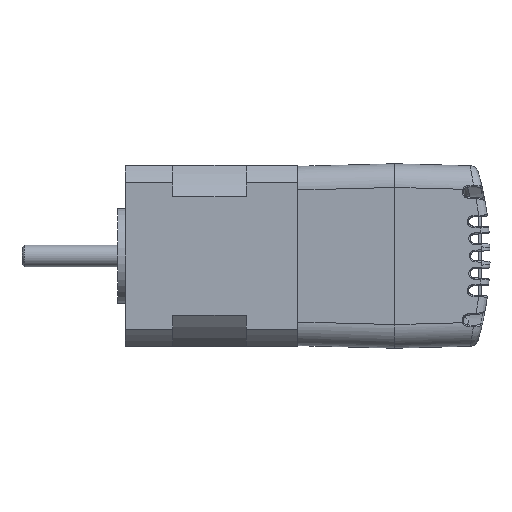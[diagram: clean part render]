
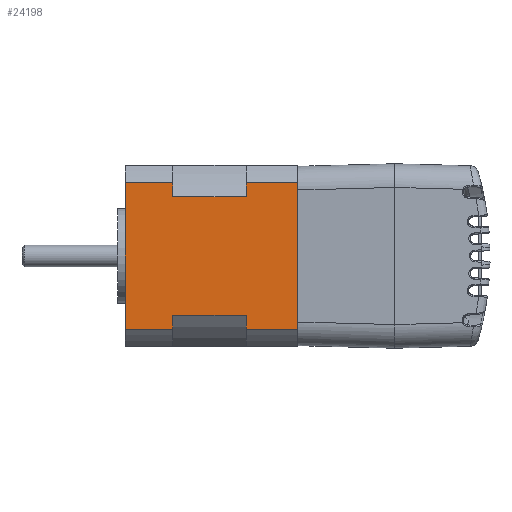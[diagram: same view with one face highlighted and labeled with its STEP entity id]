
A CAD part, front view. The second image highlights one B-rep face of the part: STEP entity #24198.
In plain terms, the highlighted planar face has unit normal (0, -1, 0).
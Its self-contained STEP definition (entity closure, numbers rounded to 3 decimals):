
#230 = CARTESIAN_POINT ( 'NONE',  ( 37.971, 0., 40. ) ) ;
#2537 = CARTESIAN_POINT ( 'NONE',  ( 4.029, 0., 12. ) ) ;
#2548 = VECTOR ( 'NONE', #88631, 1000. ) ;
#2953 = DIRECTION ( 'NONE',  ( 1., 0., 0. ) ) ;
#3949 = DIRECTION ( 'NONE',  ( 0., 0., -1. ) ) ;
#4086 = AXIS2_PLACEMENT_3D ( 'NONE', #111777, #6148, #67969 ) ;
#5974 = VERTEX_POINT ( 'NONE', #97726 ) ;
#6148 = DIRECTION ( 'NONE',  ( 0., 1., 0. ) ) ;
#9070 = VERTEX_POINT ( 'NONE', #109489 ) ;
#10403 = LINE ( 'NONE', #77924, #101477 ) ;
#10577 = DIRECTION ( 'NONE',  ( 1., 0., 0. ) ) ;
#10889 = VERTEX_POINT ( 'NONE', #34676 ) ;
#12028 = VECTOR ( 'NONE', #87624, 1000. ) ;
#12932 = CARTESIAN_POINT ( 'NONE',  ( 37.971, 0., 40. ) ) ;
#13960 = DIRECTION ( 'NONE',  ( 1., 0., 0. ) ) ;
#14217 = VECTOR ( 'NONE', #82577, 1000. ) ;
#14739 = EDGE_CURVE ( 'NONE', #15205, #60046, #80377, .T. ) ;
#15205 = VERTEX_POINT ( 'NONE', #82883 ) ;
#20416 = CARTESIAN_POINT ( 'NONE',  ( 4.029, 0., 29. ) ) ;
#20864 = DIRECTION ( 'NONE',  ( 0., 0., 1. ) ) ;
#22303 = DIRECTION ( 'NONE',  ( 1., 0., 0. ) ) ;
#24198 = ADVANCED_FACE ( 'NONE', ( #71784 ), #84125, .F. ) ;
#25787 = ORIENTED_EDGE ( 'NONE', *, *, #38824, .T. ) ;
#29568 = VERTEX_POINT ( 'NONE', #108917 ) ;
#31128 = VERTEX_POINT ( 'NONE', #89260 ) ;
#31221 = VECTOR ( 'NONE', #2953, 1000. ) ;
#34257 = EDGE_LOOP ( 'NONE', ( #78630, #113264, #101629, #40655, #113576, #102917, #25787, #72058, #80916, #47152, #74526, #57288 ) ) ;
#34676 = CARTESIAN_POINT ( 'NONE',  ( 37.971, 0., 29. ) ) ;
#36206 = DIRECTION ( 'NONE',  ( 1., 0., 0. ) ) ;
#36245 = LINE ( 'NONE', #88963, #83118 ) ;
#36564 = EDGE_CURVE ( 'NONE', #9070, #60046, #67434, .T. ) ;
#38824 = EDGE_CURVE ( 'NONE', #5974, #10889, #101508, .T. ) ;
#40025 = CARTESIAN_POINT ( 'NONE',  ( 37.971, 0., 0. ) ) ;
#40655 = ORIENTED_EDGE ( 'NONE', *, *, #102514, .F. ) ;
#44150 = CARTESIAN_POINT ( 'NONE',  ( 4.029, 0., 0. ) ) ;
#44873 = VERTEX_POINT ( 'NONE', #61744 ) ;
#45381 = EDGE_CURVE ( 'NONE', #44873, #29568, #90433, .T. ) ;
#46775 = CARTESIAN_POINT ( 'NONE',  ( 4.029, 0., 40. ) ) ;
#47152 = ORIENTED_EDGE ( 'NONE', *, *, #77612, .T. ) ;
#50260 = CARTESIAN_POINT ( 'NONE',  ( 7.234, 0., 29. ) ) ;
#51133 = CARTESIAN_POINT ( 'NONE',  ( 4.029, 0., 40. ) ) ;
#54090 = LINE ( 'NONE', #84547, #74753 ) ;
#54645 = CARTESIAN_POINT ( 'NONE',  ( 4.029, 0., 12. ) ) ;
#57288 = ORIENTED_EDGE ( 'NONE', *, *, #14739, .F. ) ;
#57489 = CARTESIAN_POINT ( 'NONE',  ( 4.029, 0., 29. ) ) ;
#60046 = VERTEX_POINT ( 'NONE', #50260 ) ;
#60053 = DIRECTION ( 'NONE',  ( 0., 0., -1. ) ) ;
#61744 = CARTESIAN_POINT ( 'NONE',  ( 34.766, 0., 12. ) ) ;
#64647 = EDGE_CURVE ( 'NONE', #64907, #90424, #98748, .T. ) ;
#64669 = VECTOR ( 'NONE', #22303, 1000. ) ;
#64907 = VERTEX_POINT ( 'NONE', #2537 ) ;
#65505 = VECTOR ( 'NONE', #3949, 1000. ) ;
#67434 = LINE ( 'NONE', #57489, #64669 ) ;
#67969 = DIRECTION ( 'NONE',  ( -1., 0., 0. ) ) ;
#69943 = CARTESIAN_POINT ( 'NONE',  ( 34.766, 0., 12. ) ) ;
#71784 = FACE_OUTER_BOUND ( 'NONE', #34257, .T. ) ;
#72058 = ORIENTED_EDGE ( 'NONE', *, *, #107806, .F. ) ;
#72173 = VERTEX_POINT ( 'NONE', #40025 ) ;
#72807 = EDGE_CURVE ( 'NONE', #91276, #31128, #10403, .T. ) ;
#74526 = ORIENTED_EDGE ( 'NONE', *, *, #36564, .T. ) ;
#74753 = VECTOR ( 'NONE', #13960, 1000. ) ;
#75362 = VECTOR ( 'NONE', #60053, 1000. ) ;
#77610 = VECTOR ( 'NONE', #20864, 1000. ) ;
#77612 = EDGE_CURVE ( 'NONE', #91276, #9070, #105247, .T. ) ;
#77924 = CARTESIAN_POINT ( 'NONE',  ( 4.029, 0., 40. ) ) ;
#78630 = ORIENTED_EDGE ( 'NONE', *, *, #94308, .F. ) ;
#80377 = LINE ( 'NONE', #91415, #77610 ) ;
#80916 = ORIENTED_EDGE ( 'NONE', *, *, #72807, .F. ) ;
#82577 = DIRECTION ( 'NONE',  ( 0., 0., -1. ) ) ;
#82883 = CARTESIAN_POINT ( 'NONE',  ( 7.234, 0., 12. ) ) ;
#83118 = VECTOR ( 'NONE', #36206, 1000. ) ;
#84125 = PLANE ( 'NONE',  #4086 ) ;
#84547 = CARTESIAN_POINT ( 'NONE',  ( 4.029, 0., 12. ) ) ;
#87624 = DIRECTION ( 'NONE',  ( 0., 0., -1. ) ) ;
#88631 = DIRECTION ( 'NONE',  ( 0., 0., -1. ) ) ;
#88865 = LINE ( 'NONE', #12932, #65505 ) ;
#88963 = CARTESIAN_POINT ( 'NONE',  ( 4.029, 0., 0. ) ) ;
#89260 = CARTESIAN_POINT ( 'NONE',  ( 37.971, 0., 40. ) ) ;
#90424 = VERTEX_POINT ( 'NONE', #44150 ) ;
#90433 = LINE ( 'NONE', #54645, #102797 ) ;
#91276 = VERTEX_POINT ( 'NONE', #93911 ) ;
#91415 = CARTESIAN_POINT ( 'NONE',  ( 7.234, 0., 12. ) ) ;
#93589 = EDGE_CURVE ( 'NONE', #90424, #72173, #36245, .T. ) ;
#93720 = LINE ( 'NONE', #230, #2548 ) ;
#93911 = CARTESIAN_POINT ( 'NONE',  ( 4.029, 0., 40. ) ) ;
#94308 = EDGE_CURVE ( 'NONE', #64907, #15205, #54090, .T. ) ;
#97551 = DIRECTION ( 'NONE',  ( 1., 0., 0. ) ) ;
#97561 = EDGE_CURVE ( 'NONE', #5974, #44873, #105841, .T. ) ;
#97726 = CARTESIAN_POINT ( 'NONE',  ( 34.766, 0., 29. ) ) ;
#98748 = LINE ( 'NONE', #51133, #75362 ) ;
#101477 = VECTOR ( 'NONE', #97551, 1000. ) ;
#101508 = LINE ( 'NONE', #20416, #31221 ) ;
#101629 = ORIENTED_EDGE ( 'NONE', *, *, #93589, .T. ) ;
#102514 = EDGE_CURVE ( 'NONE', #29568, #72173, #88865, .T. ) ;
#102797 = VECTOR ( 'NONE', #10577, 1000. ) ;
#102917 = ORIENTED_EDGE ( 'NONE', *, *, #97561, .F. ) ;
#105247 = LINE ( 'NONE', #46775, #14217 ) ;
#105841 = LINE ( 'NONE', #69943, #12028 ) ;
#107806 = EDGE_CURVE ( 'NONE', #31128, #10889, #93720, .T. ) ;
#108917 = CARTESIAN_POINT ( 'NONE',  ( 37.971, 0., 12. ) ) ;
#109489 = CARTESIAN_POINT ( 'NONE',  ( 4.029, 0., 29. ) ) ;
#111777 = CARTESIAN_POINT ( 'NONE',  ( 4.029, 0., 40. ) ) ;
#113264 = ORIENTED_EDGE ( 'NONE', *, *, #64647, .T. ) ;
#113576 = ORIENTED_EDGE ( 'NONE', *, *, #45381, .F. ) ;
